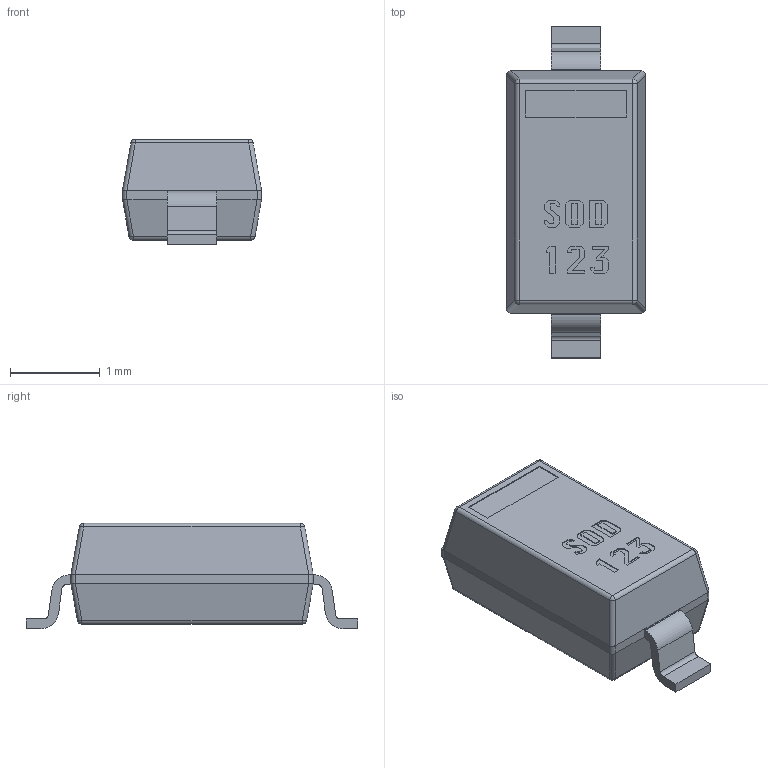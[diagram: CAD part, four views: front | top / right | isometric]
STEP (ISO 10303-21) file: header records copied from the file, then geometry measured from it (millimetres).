
FILE_DESCRIPTION(/* description */ ('model of SOD123_wLABEL'),/* implementation_level */ '2;1');
FILE_NAME(/* name */ 'SOD123_wLABEL.stp',/* time_stamp */ '2015-12-05T22:09:39',/* author */ ('Joan The Spark',''),/* organization */ (''),/* preprocessor_version */ '',/* originating_system */ '',/* authorisation */ '');
FILE_SCHEMA (('AUTOMOTIVE_DESIGN { 1 0 10303 214 3 1 1 }'));
Length unit declared in the file: millimetre
Products named in the file (1): SOD123
Bounding box: 1.55 x 3.7 x 1.18 mm (x, y, z)
Volume: 4.4 mm3; surface area: 18.2 mm2
Topology: 1 solids, 1 shells, 164 faces, 435 edges, 282 vertices
Faces by surface type: plane 128, cylinder 28, sphere 8
Entity records: 5187 total; most frequent: CARTESIAN_POINT 882, ORIENTED_EDGE 870, DIRECTION 829, EDGE_CURVE 435, LINE 371, VECTOR 371, VERTEX_POINT 282, AXIS2_PLACEMENT_3D 229
